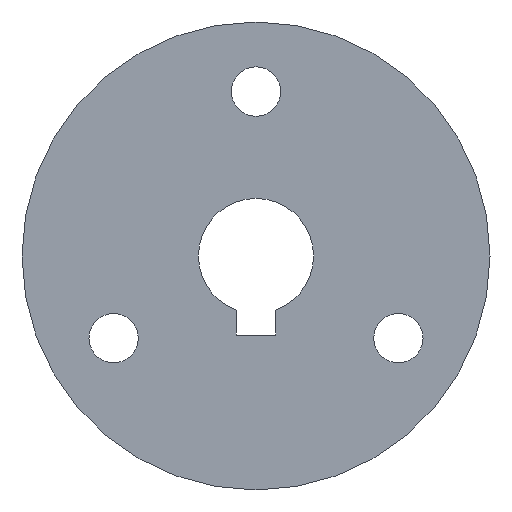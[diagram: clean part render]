
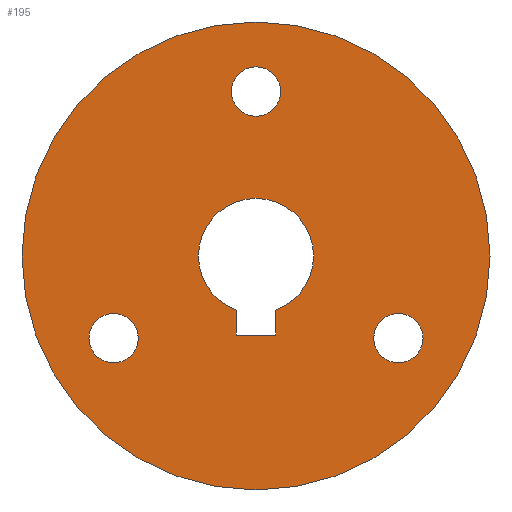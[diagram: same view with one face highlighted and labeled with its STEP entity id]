
A CAD part, left-side view. The second image highlights one B-rep face of the part: STEP entity #195.
In plain terms, the highlighted planar face has unit normal (-1, 0, 0).
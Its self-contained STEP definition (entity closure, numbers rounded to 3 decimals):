
#15=FACE_BOUND('',#47,.T.);
#16=FACE_BOUND('',#48,.T.);
#17=FACE_BOUND('',#49,.T.);
#18=FACE_BOUND('',#50,.T.);
#26=PLANE('',#229);
#36=FACE_OUTER_BOUND('',#46,.T.);
#46=EDGE_LOOP('',(#166));
#47=EDGE_LOOP('',(#167));
#48=EDGE_LOOP('',(#168));
#49=EDGE_LOOP('',(#169));
#50=EDGE_LOOP('',(#170,#171,#172,#173));
#61=LINE('',#313,#75);
#64=LINE('',#319,#78);
#67=LINE('',#325,#81);
#75=VECTOR('',#258,10.);
#78=VECTOR('',#263,10.);
#81=VECTOR('',#268,10.);
#85=CIRCLE('',#213,1.95);
#87=CIRCLE('',#216,1.95);
#89=CIRCLE('',#219,1.95);
#91=CIRCLE('',#225,4.55);
#92=CIRCLE('',#227,18.5);
#95=VERTEX_POINT('',#291);
#97=VERTEX_POINT('',#297);
#99=VERTEX_POINT('',#303);
#102=VERTEX_POINT('',#310);
#103=VERTEX_POINT('',#312);
#105=VERTEX_POINT('',#318);
#107=VERTEX_POINT('',#324);
#108=VERTEX_POINT('',#331);
#112=EDGE_CURVE('',#95,#95,#85,.T.);
#115=EDGE_CURVE('',#97,#97,#87,.T.);
#118=EDGE_CURVE('',#99,#99,#89,.T.);
#121=EDGE_CURVE('',#103,#102,#61,.T.);
#124=EDGE_CURVE('',#105,#103,#64,.T.);
#127=EDGE_CURVE('',#107,#105,#67,.T.);
#130=EDGE_CURVE('',#102,#107,#91,.T.);
#131=EDGE_CURVE('',#108,#108,#92,.T.);
#166=ORIENTED_EDGE('',*,*,#131,.T.);
#167=ORIENTED_EDGE('',*,*,#112,.T.);
#168=ORIENTED_EDGE('',*,*,#115,.T.);
#169=ORIENTED_EDGE('',*,*,#118,.T.);
#170=ORIENTED_EDGE('',*,*,#130,.T.);
#171=ORIENTED_EDGE('',*,*,#127,.T.);
#172=ORIENTED_EDGE('',*,*,#124,.T.);
#173=ORIENTED_EDGE('',*,*,#121,.T.);
#195=ADVANCED_FACE('',(#36,#15,#16,#17,#18),#26,.T.);
#213=AXIS2_PLACEMENT_3D('',#293,#238,#239);
#216=AXIS2_PLACEMENT_3D('',#299,#245,#246);
#219=AXIS2_PLACEMENT_3D('',#305,#252,#253);
#225=AXIS2_PLACEMENT_3D('',#329,#274,#275);
#227=AXIS2_PLACEMENT_3D('',#332,#278,#279);
#229=AXIS2_PLACEMENT_3D('',#336,#283,#284);
#238=DIRECTION('center_axis',(1.,0.,0.));
#239=DIRECTION('ref_axis',(0.,0.,-1.));
#245=DIRECTION('center_axis',(1.,0.,0.));
#246=DIRECTION('ref_axis',(0.,0.,-1.));
#252=DIRECTION('center_axis',(1.,0.,0.));
#253=DIRECTION('ref_axis',(0.,0.,-1.));
#258=DIRECTION('',(0.,0.,1.));
#263=DIRECTION('',(0.,1.,0.));
#268=DIRECTION('',(0.,0.,-1.));
#274=DIRECTION('center_axis',(1.,0.,0.));
#275=DIRECTION('ref_axis',(0.,-0.341,-0.94));
#278=DIRECTION('center_axis',(-1.,0.,0.));
#279=DIRECTION('ref_axis',(0.,0.,1.));
#283=DIRECTION('center_axis',(-1.,0.,0.));
#284=DIRECTION('ref_axis',(0.,0.,1.));
#291=CARTESIAN_POINT('',(39.9,257.742,16.95));
#293=CARTESIAN_POINT('Origin',(39.9,257.742,15.));
#297=CARTESIAN_POINT('',(39.9,280.258,16.95));
#299=CARTESIAN_POINT('Origin',(39.9,280.258,15.));
#303=CARTESIAN_POINT('',(39.9,269.,36.45));
#305=CARTESIAN_POINT('Origin',(39.9,269.,34.5));
#310=CARTESIAN_POINT('',(39.9,270.55,17.222));
#312=CARTESIAN_POINT('',(39.9,270.55,15.25));
#313=CARTESIAN_POINT('',(39.9,270.55,15.25));
#318=CARTESIAN_POINT('',(39.9,267.45,15.25));
#319=CARTESIAN_POINT('',(39.9,267.45,15.25));
#324=CARTESIAN_POINT('',(39.9,267.45,17.222));
#325=CARTESIAN_POINT('',(39.9,267.45,17.222));
#329=CARTESIAN_POINT('Origin',(39.9,269.,21.5));
#331=CARTESIAN_POINT('',(39.9,269.,3.));
#332=CARTESIAN_POINT('Origin',(39.9,269.,21.5));
#336=CARTESIAN_POINT('Origin',(39.9,269.,21.5));
